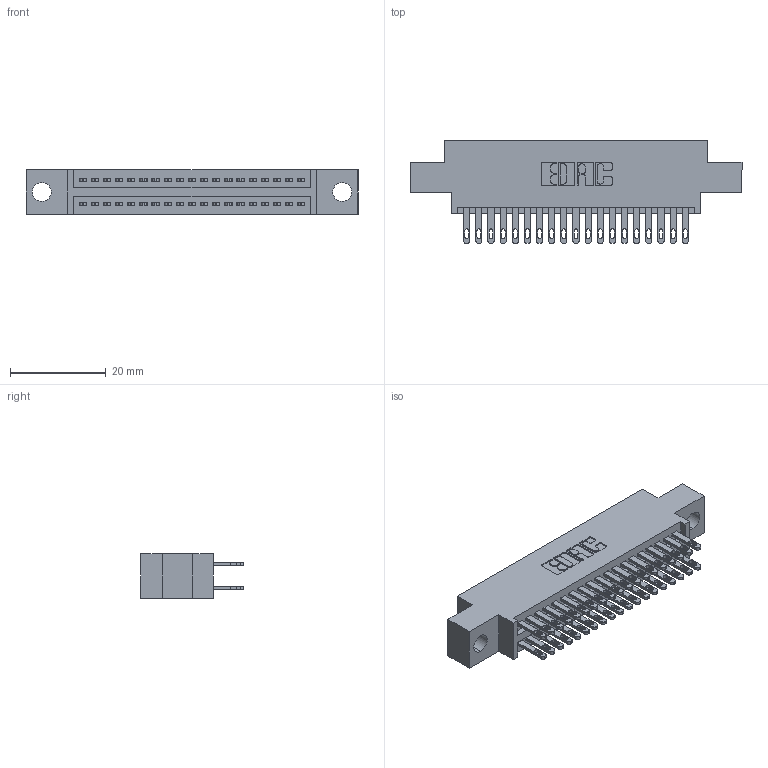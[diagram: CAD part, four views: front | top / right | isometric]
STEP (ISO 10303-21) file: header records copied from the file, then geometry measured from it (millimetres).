
FILE_DESCRIPTION (( 'STEP AP203' ), '1' );
FILE_NAME ('345-038-500-804.STEP', '2021-05-20T00:39:16', ( '' ), ( '' ), 'SwSTEP 2.0', 'SolidWorks 2020', '' );
FILE_SCHEMA (( 'CONFIG_CONTROL_DESIGN' ));
Length unit declared in the file: inch
Products named in the file (3): 345 Part_0.170 Offset - 0.156 Dia-TI; 345-292-001_345-293-100; 345-038-500-804
Assembly tree (39 placements, depth 2):
  345-038-500-804
    345 Part_0.170 Offset - 0.156 Dia-TI
    345-292-001_345-293-100  x38
Bounding box: 69.47 x 21.51 x 9.4 mm (x, y, z)
Volume: 6431.6 mm3; surface area: 9444.1 mm2
Topology: 39 solids, 39 shells, 1892 faces, 5747 edges, 3830 vertices
Faces by surface type: plane 1124, cylinder 768
Entity records: 18485 total; most frequent: CARTESIAN_POINT 3126, ORIENTED_EDGE 3058, DIRECTION 2785, EDGE_CURVE 1529, VECTOR 1317, LINE 1317, VERTEX_POINT 1018, AXIS2_PLACEMENT_3D 734
